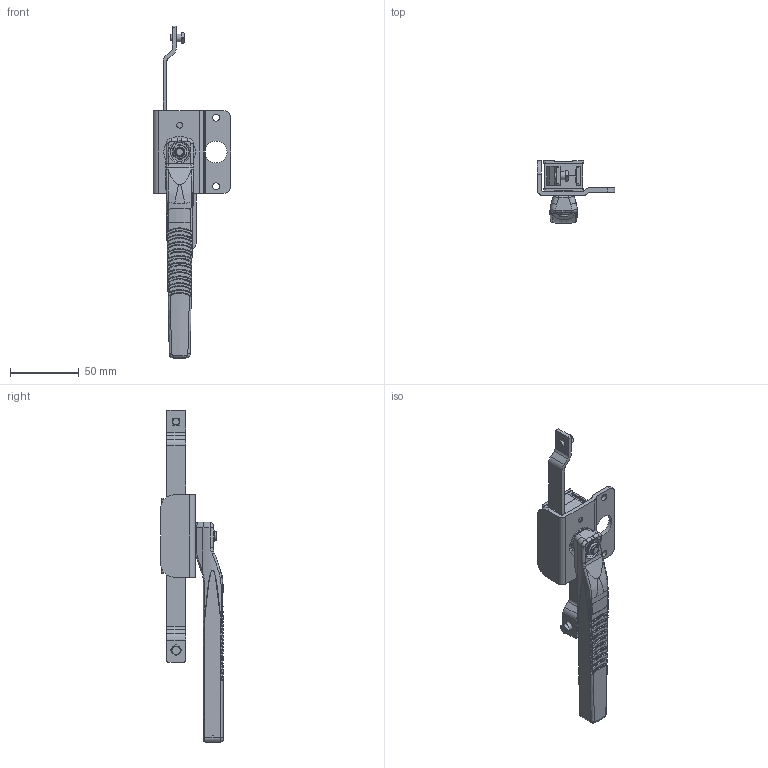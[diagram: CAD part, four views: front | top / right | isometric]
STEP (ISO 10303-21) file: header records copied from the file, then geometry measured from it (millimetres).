
FILE_DESCRIPTION(('STEP AP214'),'1');
FILE_NAME('303.step','2013-06-27T06:50:44',(' '),(' '),'Spatial InterOp 3D',' ',' ');
FILE_SCHEMA(('automotive_design'));
Length unit declared in the file: millimetre
Products named in the file (19): 13; 14; 15; 16; 17; 18; 19; 20; 21; 22; 23; 24; 25; 26; 27; 36; 37; 38; 39
Bounding box: 56.54 x 45.6 x 241.75 mm (x, y, z)
Volume: 61509.5 mm3; surface area: 55121.1 mm2
Topology: 19 solids, 19 shells, 1142 faces, 2984 edges, 1854 vertices
Faces by surface type: plane 480, bspline 298, cylinder 285, cone 42, torus 31, sphere 6
Full cylindrical faces by diameter (mm): 1 x2, 4.2 x2, 4.8 x2, 5 x6, 5.3 x2, 6 x3, 6.2 x1, 6.3 x1, 6.5 x1, 7 x2, 7.1 x2, 7.5 x2, 9.5 x3, 10 x4, 10.4 x4, 12.5 x1, 13 x1, 13.85 x2, 14 x3, 14.2 x2, 15.8 x1, 16 x1, 16.1 x2, 23 x1
Entity records: 89701 total; most frequent: CARTESIAN_POINT 54812, ORIENTED_EDGE 5680, DIRECTION 4758, EDGE_CURVE 2840, VERTEX_POINT 1828, AXIS2_PLACEMENT_3D 1769, EDGE_LOOP 1296, LINE 1220
